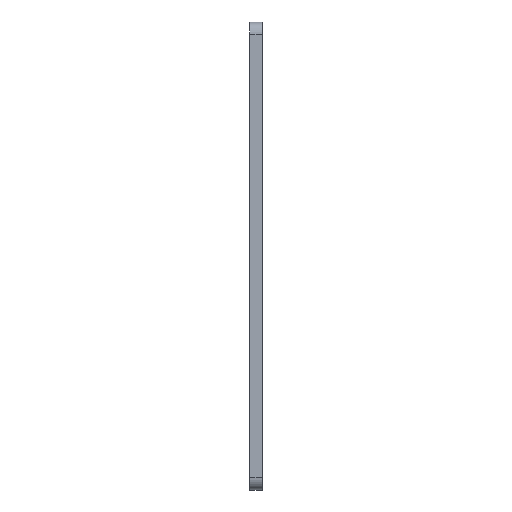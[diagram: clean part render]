
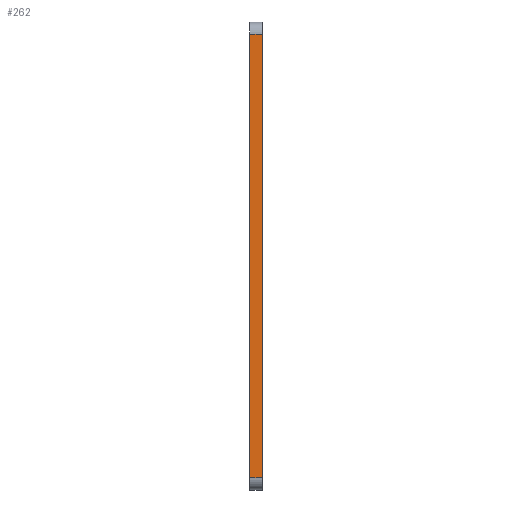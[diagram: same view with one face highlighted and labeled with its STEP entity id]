
A CAD part, left-side view. The second image highlights one B-rep face of the part: STEP entity #262.
In plain terms, the highlighted planar face has unit normal (-1, 0, 0).
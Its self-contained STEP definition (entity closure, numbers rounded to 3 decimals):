
#10 = LINE ( 'NONE', #180, #122 ) ;
#11 = LINE ( 'NONE', #195, #373 ) ;
#23 = EDGE_CURVE ( 'NONE', #700, #485, #11, .T. ) ;
#24 = CARTESIAN_POINT ( 'NONE',  ( -18., 3., 95. ) ) ;
#35 = ORIENTED_EDGE ( 'NONE', *, *, #534, .T. ) ;
#48 = DIRECTION ( 'NONE',  ( 0., -1., 0. ) ) ;
#61 = DIRECTION ( 'NONE',  ( -1., 0., 0. ) ) ;
#122 = VECTOR ( 'NONE', #250, 1000. ) ;
#156 = CARTESIAN_POINT ( 'NONE',  ( -18., 0., -15. ) ) ;
#173 = AXIS2_PLACEMENT_3D ( 'NONE', #183, #61, #298 ) ;
#180 = CARTESIAN_POINT ( 'NONE',  ( -18., 3., -18. ) ) ;
#182 = EDGE_CURVE ( 'NONE', #515, #700, #587, .T. ) ;
#183 = CARTESIAN_POINT ( 'NONE',  ( -18., 0., -18. ) ) ;
#195 = CARTESIAN_POINT ( 'NONE',  ( -18., 0., 95. ) ) ;
#220 = DIRECTION ( 'NONE',  ( 0., 0., 1. ) ) ;
#250 = DIRECTION ( 'NONE',  ( 0., 0., 1. ) ) ;
#262 = ADVANCED_FACE ( 'NONE', ( #311 ), #573, .T. ) ;
#268 = CARTESIAN_POINT ( 'NONE',  ( -18., 0., 95. ) ) ;
#294 = CARTESIAN_POINT ( 'NONE',  ( -18., 0., -18. ) ) ;
#298 = DIRECTION ( 'NONE',  ( 0., 0., 1. ) ) ;
#306 = ORIENTED_EDGE ( 'NONE', *, *, #697, .F. ) ;
#308 = VECTOR ( 'NONE', #48, 1000. ) ;
#311 = FACE_OUTER_BOUND ( 'NONE', #795, .T. ) ;
#341 = ORIENTED_EDGE ( 'NONE', *, *, #182, .T. ) ;
#361 = LINE ( 'NONE', #156, #308 ) ;
#373 = VECTOR ( 'NONE', #691, 1000. ) ;
#442 = ORIENTED_EDGE ( 'NONE', *, *, #23, .T. ) ;
#483 = CARTESIAN_POINT ( 'NONE',  ( -18., 3., -15. ) ) ;
#485 = VERTEX_POINT ( 'NONE', #24 ) ;
#515 = VERTEX_POINT ( 'NONE', #663 ) ;
#534 = EDGE_CURVE ( 'NONE', #636, #515, #361, .T. ) ;
#573 = PLANE ( 'NONE',  #173 ) ;
#587 = LINE ( 'NONE', #294, #721 ) ;
#636 = VERTEX_POINT ( 'NONE', #483 ) ;
#663 = CARTESIAN_POINT ( 'NONE',  ( -18., 0., -15. ) ) ;
#691 = DIRECTION ( 'NONE',  ( 0., 1., 0. ) ) ;
#697 = EDGE_CURVE ( 'NONE', #636, #485, #10, .T. ) ;
#700 = VERTEX_POINT ( 'NONE', #268 ) ;
#721 = VECTOR ( 'NONE', #220, 1000. ) ;
#795 = EDGE_LOOP ( 'NONE', ( #341, #442, #306, #35 ) ) ;
